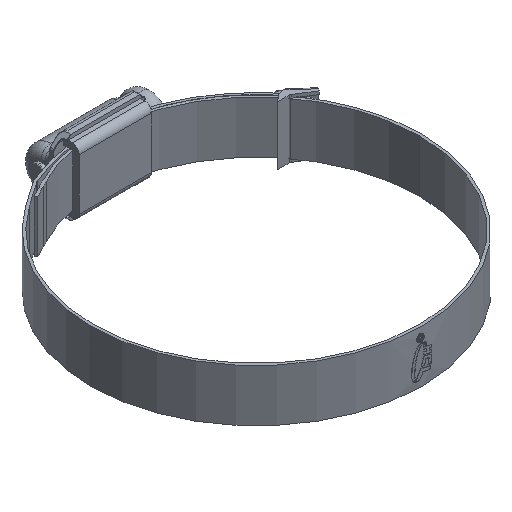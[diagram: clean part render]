
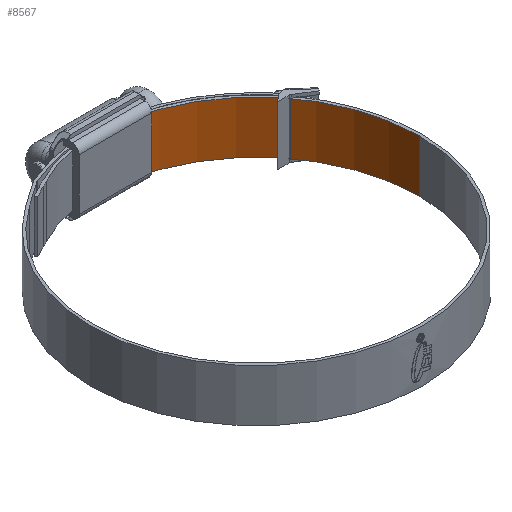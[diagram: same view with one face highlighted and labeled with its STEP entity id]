
A CAD part, isometric view. The second image highlights one B-rep face of the part: STEP entity #8567.
In plain terms, the highlighted cylindrical face has radius 50 mm (diameter 100 mm), a partial arc.
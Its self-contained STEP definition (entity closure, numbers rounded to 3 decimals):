
#181 = DIRECTION ( 'NONE',  ( 1., 0., 0. ) ) ;
#347 = CARTESIAN_POINT ( 'NONE',  ( 0., 0., -8. ) ) ;
#543 = DIRECTION ( 'NONE',  ( 0., 0., -1. ) ) ;
#625 = ORIENTED_EDGE ( 'NONE', *, *, #9256, .T. ) ;
#913 = CARTESIAN_POINT ( 'NONE',  ( 50., 0., -8. ) ) ;
#928 = CARTESIAN_POINT ( 'NONE',  ( 0., 50., -8. ) ) ;
#1204 = EDGE_CURVE ( 'NONE', #9860, #4165, #8169, .T. ) ;
#1762 = AXIS2_PLACEMENT_3D ( 'NONE', #347, #9132, #181 ) ;
#1777 = LINE ( 'NONE', #913, #5121 ) ;
#1955 = AXIS2_PLACEMENT_3D ( 'NONE', #2078, #543, #11094 ) ;
#2078 = CARTESIAN_POINT ( 'NONE',  ( 0., 0., -8. ) ) ;
#2762 = CARTESIAN_POINT ( 'NONE',  ( 0., 50., 8. ) ) ;
#2904 = ORIENTED_EDGE ( 'NONE', *, *, #3757, .F. ) ;
#3169 = CIRCLE ( 'NONE', #9171, 50. ) ;
#3519 = CARTESIAN_POINT ( 'NONE',  ( 50., 0., -8. ) ) ;
#3545 = VERTEX_POINT ( 'NONE', #3519 ) ;
#3757 = EDGE_CURVE ( 'NONE', #4165, #11201, #3169, .T. ) ;
#4165 = VERTEX_POINT ( 'NONE', #2762 ) ;
#4459 = DIRECTION ( 'NONE',  ( 0., 0., 1. ) ) ;
#4476 = DIRECTION ( 'NONE',  ( 0., 0., 1. ) ) ;
#4918 = CIRCLE ( 'NONE', #1955, 50. ) ;
#5121 = VECTOR ( 'NONE', #4459, 1000. ) ;
#5480 = ORIENTED_EDGE ( 'NONE', *, *, #1204, .F. ) ;
#5536 = VECTOR ( 'NONE', #4476, 1000. ) ;
#6306 = CARTESIAN_POINT ( 'NONE',  ( 50., 0., 8. ) ) ;
#6761 = CARTESIAN_POINT ( 'NONE',  ( 0., 0., 8. ) ) ;
#8113 = ORIENTED_EDGE ( 'NONE', *, *, #9433, .T. ) ;
#8169 = LINE ( 'NONE', #928, #5536 ) ;
#8194 = CYLINDRICAL_SURFACE ( 'NONE', #1762, 50. ) ;
#8257 = CARTESIAN_POINT ( 'NONE',  ( 0., 50., -8. ) ) ;
#8567 = ADVANCED_FACE ( 'NONE', ( #9189 ), #8194, .F. ) ;
#9132 = DIRECTION ( 'NONE',  ( 0., 0., 1. ) ) ;
#9171 = AXIS2_PLACEMENT_3D ( 'NONE', #6761, #9243, #9507 ) ;
#9189 = FACE_OUTER_BOUND ( 'NONE', #9404, .T. ) ;
#9243 = DIRECTION ( 'NONE',  ( 0., 0., -1. ) ) ;
#9256 = EDGE_CURVE ( 'NONE', #9860, #3545, #4918, .T. ) ;
#9404 = EDGE_LOOP ( 'NONE', ( #625, #8113, #2904, #5480 ) ) ;
#9433 = EDGE_CURVE ( 'NONE', #3545, #11201, #1777, .T. ) ;
#9507 = DIRECTION ( 'NONE',  ( -1., 0., 0. ) ) ;
#9860 = VERTEX_POINT ( 'NONE', #8257 ) ;
#11094 = DIRECTION ( 'NONE',  ( -1., 0., 0. ) ) ;
#11201 = VERTEX_POINT ( 'NONE', #6306 ) ;
